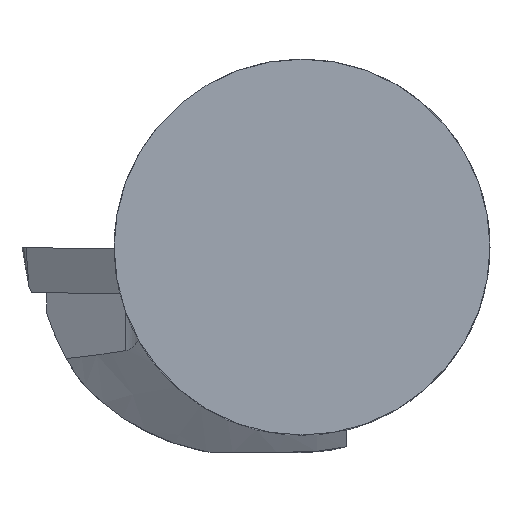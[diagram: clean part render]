
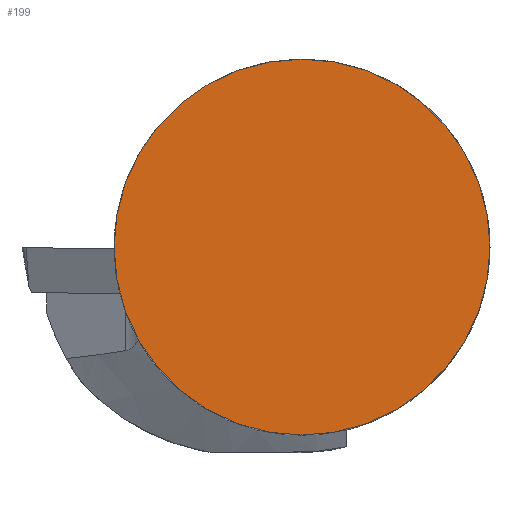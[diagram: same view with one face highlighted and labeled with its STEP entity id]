
A CAD part, top view. The second image highlights one B-rep face of the part: STEP entity #199.
In plain terms, the highlighted planar face has unit normal (0, 0, 1).
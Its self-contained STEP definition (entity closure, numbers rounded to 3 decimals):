
#157=CIRCLE('',#894,10.);
#199=ADVANCED_FACE('',(#256),#228,.T.);
#228=PLANE('',#929);
#256=FACE_OUTER_BOUND('',#298,.T.);
#298=EDGE_LOOP('',(#557));
#557=ORIENTED_EDGE('',*,*,#720,.F.);
#648=VERTEX_POINT('',#1379);
#720=EDGE_CURVE('',#648,#648,#157,.T.);
#894=AXIS2_PLACEMENT_3D('',#1378,#1009,#1010);
#929=AXIS2_PLACEMENT_3D('',#1491,#1094,#1095);
#1009=DIRECTION('',(0.,0.,-1.));
#1010=DIRECTION('',(1.,0.,0.));
#1094=DIRECTION('',(0.,0.,1.));
#1095=DIRECTION('',(1.,0.,0.));
#1378=CARTESIAN_POINT('',(0.,0.,0.));
#1379=CARTESIAN_POINT('',(10.,0.,0.));
#1491=CARTESIAN_POINT('',(0.,0.,0.));
